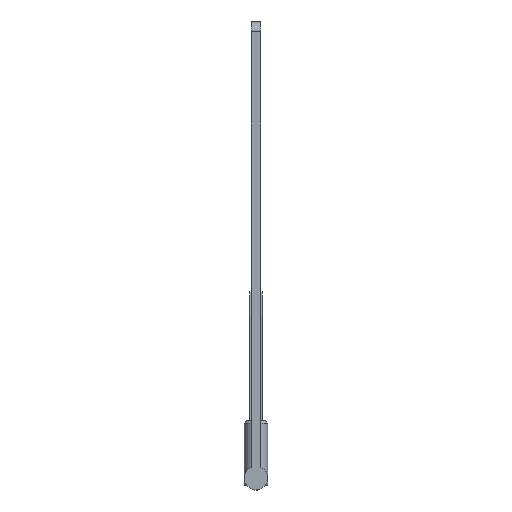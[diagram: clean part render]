
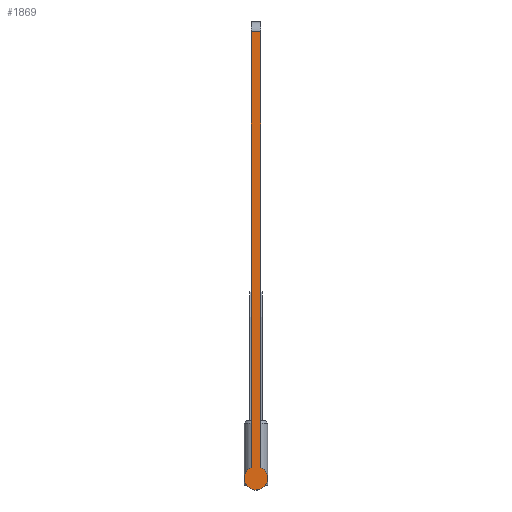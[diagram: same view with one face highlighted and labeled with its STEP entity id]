
A CAD part, front view. The second image highlights one B-rep face of the part: STEP entity #1869.
In plain terms, the highlighted planar face has unit normal (0, -1, 0).
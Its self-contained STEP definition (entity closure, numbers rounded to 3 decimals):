
#102=DIRECTION('',(0.,0.,-1.));
#103=VECTOR('',#102,87.918);
#104=CARTESIAN_POINT('',(0.,-61.,44.75));
#105=LINE('',#104,#103);
#388=DIRECTION('',(0.,0.,-1.));
#389=VECTOR('',#388,87.918);
#390=CARTESIAN_POINT('',(2.,-61.,44.75));
#391=LINE('',#390,#389);
#651=CARTESIAN_POINT('',(1.,-61.,-45.35));
#652=DIRECTION('',(0.,-1.,0.));
#653=DIRECTION('',(-0.417,0.,0.909));
#654=AXIS2_PLACEMENT_3D('',#651,#652,#653);
#656=DIRECTION('',(-1.,0.,0.));
#657=VECTOR('',#656,2.);
#658=CARTESIAN_POINT('',(2.,-61.,44.75));
#659=LINE('',#658,#657);
#876=CARTESIAN_POINT('',(0.,-61.,-43.168));
#877=CARTESIAN_POINT('',(2.,-61.,-43.168));
#878=VERTEX_POINT('',#876);
#879=VERTEX_POINT('',#877);
#896=CARTESIAN_POINT('',(2.,-61.,44.75));
#897=CARTESIAN_POINT('',(0.,-61.,44.75));
#898=VERTEX_POINT('',#896);
#899=VERTEX_POINT('',#897);
#1857=CARTESIAN_POINT('',(0.,-61.,46.75));
#1858=DIRECTION('',(0.,-1.,0.));
#1859=DIRECTION('',(0.,0.,-1.));
#1860=AXIS2_PLACEMENT_3D('',#1857,#1858,#1859);
#1861=PLANE('',#1860);
#1863=ORIENTED_EDGE('',*,*,#1862,.F.);
#1864=ORIENTED_EDGE('',*,*,#1363,.T.);
#1865=ORIENTED_EDGE('',*,*,#1849,.F.);
#1866=ORIENTED_EDGE('',*,*,#975,.F.);
#1867=EDGE_LOOP('',(#1863,#1864,#1865,#1866));
#1868=FACE_OUTER_BOUND('',#1867,.F.);
#1869=ADVANCED_FACE('',(#1868),#1861,.T.);
#655=CIRCLE('',#654,2.4);
#975=EDGE_CURVE('',#899,#878,#105,.T.);
#1363=EDGE_CURVE('',#898,#879,#391,.T.);
#1849=EDGE_CURVE('',#878,#879,#655,.T.);
#1862=EDGE_CURVE('',#898,#899,#659,.T.);
